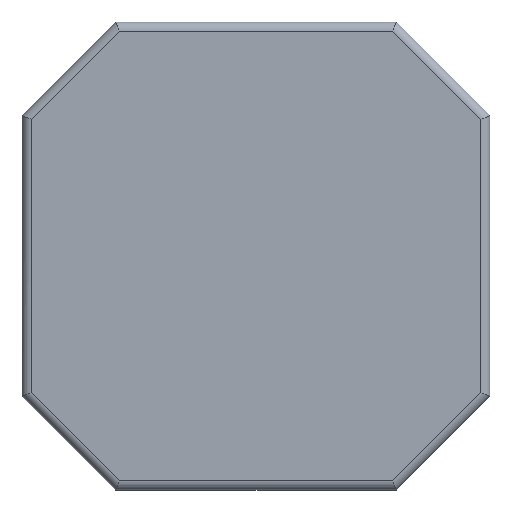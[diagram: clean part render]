
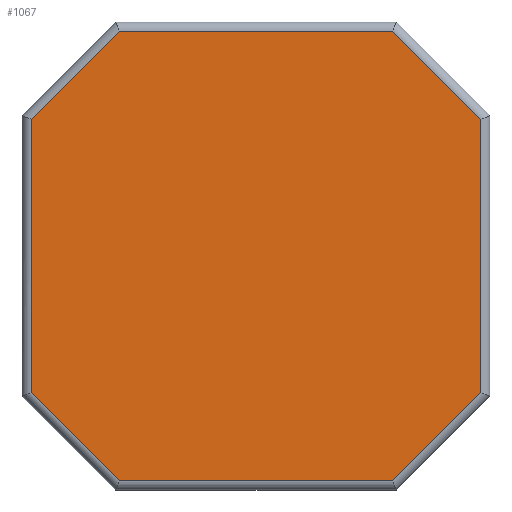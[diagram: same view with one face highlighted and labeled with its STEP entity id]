
A CAD part, front view. The second image highlights one B-rep face of the part: STEP entity #1067.
In plain terms, the highlighted planar face has unit normal (0, -1, 0).
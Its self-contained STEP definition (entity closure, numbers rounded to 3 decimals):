
#98=PLANE('',#1169);
#142=FACE_OUTER_BOUND('',#215,.T.);
#215=EDGE_LOOP('',(#781,#782,#783,#784,#785,#786,#787,#788));
#298=LINE('',#1488,#391);
#300=LINE('',#1496,#393);
#302=LINE('',#1503,#395);
#304=LINE('',#1511,#397);
#307=LINE('',#1519,#400);
#309=LINE('',#1525,#402);
#310=LINE('',#1528,#403);
#313=LINE('',#1532,#406);
#391=VECTOR('',#1233,10.);
#393=VECTOR('',#1241,10.);
#395=VECTOR('',#1247,10.);
#397=VECTOR('',#1255,10.);
#400=VECTOR('',#1262,10.);
#402=VECTOR('',#1268,10.);
#403=VECTOR('',#1273,10.);
#406=VECTOR('',#1278,10.);
#484=VERTEX_POINT('',#1486);
#485=VERTEX_POINT('',#1487);
#488=VERTEX_POINT('',#1495);
#490=VERTEX_POINT('',#1501);
#491=VERTEX_POINT('',#1502);
#494=VERTEX_POINT('',#1510);
#497=VERTEX_POINT('',#1518);
#499=VERTEX_POINT('',#1524);
#582=EDGE_CURVE('',#484,#485,#298,.T.);
#586=EDGE_CURVE('',#485,#488,#300,.T.);
#589=EDGE_CURVE('',#490,#491,#302,.T.);
#593=EDGE_CURVE('',#491,#494,#304,.T.);
#597=EDGE_CURVE('',#494,#497,#307,.T.);
#600=EDGE_CURVE('',#497,#499,#309,.T.);
#602=EDGE_CURVE('',#488,#490,#310,.T.);
#605=EDGE_CURVE('',#499,#484,#313,.T.);
#781=ORIENTED_EDGE('',*,*,#589,.F.);
#782=ORIENTED_EDGE('',*,*,#602,.F.);
#783=ORIENTED_EDGE('',*,*,#586,.F.);
#784=ORIENTED_EDGE('',*,*,#582,.F.);
#785=ORIENTED_EDGE('',*,*,#605,.F.);
#786=ORIENTED_EDGE('',*,*,#600,.F.);
#787=ORIENTED_EDGE('',*,*,#597,.F.);
#788=ORIENTED_EDGE('',*,*,#593,.F.);
#1067=ADVANCED_FACE('',(#142),#98,.F.);
#1169=AXIS2_PLACEMENT_3D('',#1551,#1296,#1297);
#1233=DIRECTION('',(-1.,0.,0.));
#1241=DIRECTION('',(-0.707,0.,0.707));
#1247=DIRECTION('',(0.707,0.,0.707));
#1255=DIRECTION('',(1.,0.,0.));
#1262=DIRECTION('',(0.707,0.,-0.707));
#1268=DIRECTION('',(0.,0.,-1.));
#1273=DIRECTION('',(0.,0.,1.));
#1278=DIRECTION('',(-0.707,0.,-0.707));
#1296=DIRECTION('center_axis',(0.,1.,0.));
#1297=DIRECTION('ref_axis',(1.,0.,0.));
#1486=CARTESIAN_POINT('',(15.309,0.,-23.129));
#1487=CARTESIAN_POINT('',(-13.863,0.,-23.129));
#1488=CARTESIAN_POINT('',(8.223,0.,-23.129));
#1495=CARTESIAN_POINT('',(-23.277,0.,-13.715));
#1496=CARTESIAN_POINT('',(-16.07,0.,-20.922));
#1501=CARTESIAN_POINT('',(-23.277,0.,15.457));
#1502=CARTESIAN_POINT('',(-13.863,0.,24.871));
#1503=CARTESIAN_POINT('',(-21.07,0.,17.664));
#1510=CARTESIAN_POINT('',(15.309,0.,24.871));
#1511=CARTESIAN_POINT('',(-6.777,0.,24.871));
#1518=CARTESIAN_POINT('',(24.723,0.,15.457));
#1519=CARTESIAN_POINT('',(17.516,0.,22.664));
#1524=CARTESIAN_POINT('',(24.723,0.,-13.715));
#1525=CARTESIAN_POINT('',(24.723,0.,8.371));
#1528=CARTESIAN_POINT('',(-23.277,0.,-6.629));
#1532=CARTESIAN_POINT('',(22.516,0.,-15.922));
#1551=CARTESIAN_POINT('Origin',(0.723,0.,0.871));
